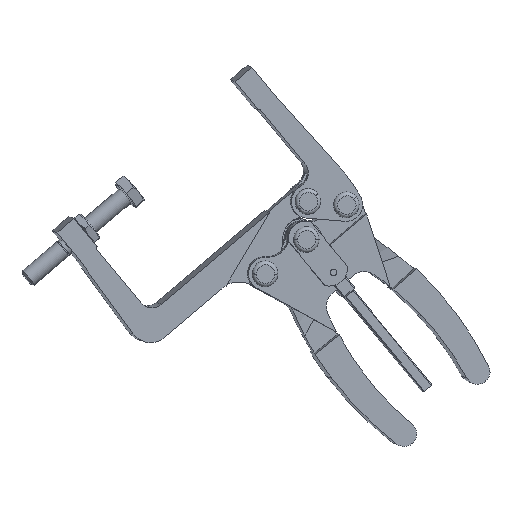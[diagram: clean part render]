
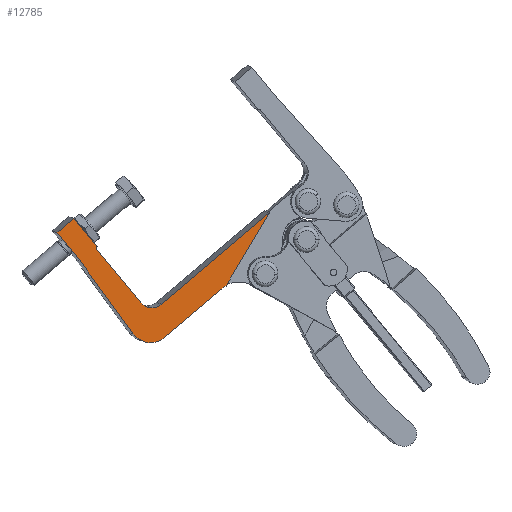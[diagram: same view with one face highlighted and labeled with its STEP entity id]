
A CAD part, top view. The second image highlights one B-rep face of the part: STEP entity #12785.
In plain terms, the highlighted planar face has unit normal (0.164, -0.069, 0.984).
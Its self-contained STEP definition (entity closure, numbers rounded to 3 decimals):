
#11919=CARTESIAN_POINT('',(132.939,79.889,25.308));
#11920=VERTEX_POINT('',#11919);
#11936=CARTESIAN_POINT('',(141.97,82.647,24.));
#11937=VERTEX_POINT('',#11936);
#11944=CARTESIAN_POINT('',(134.422,91.783,25.89));
#11945=DIRECTION('',(-0.164,0.069,-0.984));
#11946=DIRECTION('',(-0.124,-0.991,-0.048));
#11947=AXIS2_PLACEMENT_3D('',#11944,#11945,#11946);
#11948=CIRCLE('',#11947,12.);
#11949=EDGE_CURVE('',#11937,#11920,#11948,.T.);
#11961=CARTESIAN_POINT('',(134.467,98.74,26.367));
#11962=VERTEX_POINT('',#11961);
#11978=CARTESIAN_POINT('',(129.129,101.536,27.448));
#11979=VERTEX_POINT('',#11978);
#11986=CARTESIAN_POINT('',(135.209,106.694,26.797));
#11987=DIRECTION('',(0.164,-0.069,0.984));
#11988=DIRECTION('',(-0.093,-0.994,-0.054));
#11989=AXIS2_PLACEMENT_3D('',#11986,#11987,#11988);
#11990=CIRCLE('',#11989,8.);
#11991=EDGE_CURVE('',#11979,#11962,#11990,.T.);
#12003=CARTESIAN_POINT('',(105.006,131.193,33.521));
#12004=VERTEX_POINT('',#12003);
#12020=CARTESIAN_POINT('',(105.359,131.872,33.51));
#12021=VERTEX_POINT('',#12020);
#12028=CARTESIAN_POINT('',(105.988,131.11,33.352));
#12029=DIRECTION('',(0.164,-0.069,0.984));
#12030=DIRECTION('',(-0.982,0.082,0.169));
#12031=AXIS2_PLACEMENT_3D('',#12028,#12029,#12030);
#12032=CIRCLE('',#12031,1.);
#12033=EDGE_CURVE('',#12021,#12004,#12032,.T.);
#12109=CARTESIAN_POINT('',(92.779,147.098,36.66));
#12110=VERTEX_POINT('',#12109);
#12111=CARTESIAN_POINT('',(92.779,147.098,36.66));
#12112=DIRECTION('',(0.629,-0.761,-0.158));
#12113=VECTOR('',#12112,20.);
#12114=LINE('',#12111,#12113);
#12115=EDGE_CURVE('',#12110,#12021,#12114,.T.);
#12145=CARTESIAN_POINT('',(105.228,130.466,33.434));
#12146=VERTEX_POINT('',#12145);
#12147=CARTESIAN_POINT('',(105.988,131.11,33.352));
#12148=DIRECTION('',(0.164,-0.069,0.984));
#12149=DIRECTION('',(-0.982,0.082,0.169));
#12150=AXIS2_PLACEMENT_3D('',#12147,#12148,#12149);
#12151=CIRCLE('',#12150,1.);
#12152=EDGE_CURVE('',#12004,#12146,#12151,.T.);
#12177=CARTESIAN_POINT('',(105.228,130.466,33.434));
#12178=DIRECTION('',(0.629,-0.761,-0.158));
#12179=VECTOR('',#12178,38.);
#12180=LINE('',#12177,#12179);
#12181=EDGE_CURVE('',#12146,#11979,#12180,.T.);
#12200=CARTESIAN_POINT('',(140.241,100.604,25.537));
#12201=VERTEX_POINT('',#12200);
#12202=CARTESIAN_POINT('',(135.209,106.694,26.797));
#12203=DIRECTION('',(0.164,-0.069,0.984));
#12204=DIRECTION('',(-0.093,-0.994,-0.054));
#12205=AXIS2_PLACEMENT_3D('',#12202,#12203,#12204);
#12206=CIRCLE('',#12205,8.);
#12207=EDGE_CURVE('',#11962,#12201,#12206,.T.);
#12233=CARTESIAN_POINT('',(124.844,84.638,26.983));
#12234=VERTEX_POINT('',#12233);
#12235=CARTESIAN_POINT('',(134.422,91.783,25.89));
#12236=DIRECTION('',(-0.164,0.069,-0.984));
#12237=DIRECTION('',(-0.124,-0.991,-0.048));
#12238=AXIS2_PLACEMENT_3D('',#12235,#12236,#12237);
#12239=CIRCLE('',#12238,12.);
#12240=EDGE_CURVE('',#11920,#12234,#12239,.T.);
#12265=CARTESIAN_POINT('',(96.238,124.134,34.486));
#12266=VERTEX_POINT('',#12265);
#12267=CARTESIAN_POINT('',(124.844,84.638,26.983));
#12268=DIRECTION('',(-0.58,0.8,0.152));
#12269=VECTOR('',#12268,49.341);
#12270=LINE('',#12267,#12269);
#12271=EDGE_CURVE('',#12234,#12266,#12270,.T.);
#12296=CARTESIAN_POINT('',(83.659,139.361,37.637));
#12297=VERTEX_POINT('',#12296);
#12298=CARTESIAN_POINT('',(96.238,124.134,34.486));
#12299=DIRECTION('',(-0.629,0.761,0.158));
#12300=VECTOR('',#12299,20.);
#12301=LINE('',#12298,#12300);
#12302=EDGE_CURVE('',#12266,#12297,#12301,.T.);
#12331=CARTESIAN_POINT('',(83.659,139.361,37.637));
#12332=DIRECTION('',(0.76,0.645,-0.081));
#12333=VECTOR('',#12332,12.);
#12334=LINE('',#12331,#12333);
#12335=EDGE_CURVE('',#12297,#12110,#12334,.T.);
#12361=CARTESIAN_POINT('',(172.908,108.893,20.687));
#12362=VERTEX_POINT('',#12361);
#12369=CARTESIAN_POINT('',(172.908,108.893,20.687));
#12370=DIRECTION('',(-0.76,-0.645,0.081));
#12371=VECTOR('',#12370,40.706);
#12372=LINE('',#12369,#12371);
#12373=EDGE_CURVE('',#12362,#11937,#12372,.T.);
#12617=CARTESIAN_POINT('',(198.961,150.417,19.251));
#12618=VERTEX_POINT('',#12617);
#12625=CARTESIAN_POINT('',(175.256,110.502,20.409));
#12626=VERTEX_POINT('',#12625);
#12627=CARTESIAN_POINT('',(175.256,110.502,20.409));
#12628=DIRECTION('',(0.51,0.86,-0.025));
#12629=VECTOR('',#12628,46.438);
#12630=LINE('',#12627,#12629);
#12631=EDGE_CURVE('',#12626,#12618,#12630,.T.);
#12664=CARTESIAN_POINT('',(140.241,100.604,25.537));
#12665=DIRECTION('',(0.76,0.645,-0.081));
#12666=VECTOR('',#12665,77.259);
#12667=LINE('',#12664,#12666);
#12668=EDGE_CURVE('',#12201,#12618,#12667,.T.);
#12749=CARTESIAN_POINT('',(182.576,96.906,18.246));
#12750=DIRECTION('',(0.164,-0.069,0.984));
#12751=DIRECTION('',(-0.065,0.995,0.08));
#12752=AXIS2_PLACEMENT_3D('',#12749,#12750,#12751);
#12753=CIRCLE('',#12752,15.592);
#12754=EDGE_CURVE('',#12626,#12362,#12753,.T.);
#12763=CARTESIAN_POINT('',(111.78,163.217,34.626));
#12764=DIRECTION('',(-0.164,0.069,-0.984));
#12765=DIRECTION('',(-0.76,-0.645,0.081));
#12766=AXIS2_PLACEMENT_3D('',#12763,#12764,#12765);
#12767=PLANE('',#12766);
#12768=ORIENTED_EDGE('',*,*,#12373,.F.);
#12769=ORIENTED_EDGE('',*,*,#12754,.F.);
#12770=ORIENTED_EDGE('',*,*,#12631,.T.);
#12771=ORIENTED_EDGE('',*,*,#12668,.F.);
#12772=ORIENTED_EDGE('',*,*,#12207,.F.);
#12773=ORIENTED_EDGE('',*,*,#11991,.F.);
#12774=ORIENTED_EDGE('',*,*,#12181,.F.);
#12775=ORIENTED_EDGE('',*,*,#12152,.F.);
#12776=ORIENTED_EDGE('',*,*,#12033,.F.);
#12777=ORIENTED_EDGE('',*,*,#12115,.F.);
#12778=ORIENTED_EDGE('',*,*,#12335,.F.);
#12779=ORIENTED_EDGE('',*,*,#12302,.F.);
#12780=ORIENTED_EDGE('',*,*,#12271,.F.);
#12781=ORIENTED_EDGE('',*,*,#12240,.F.);
#12782=ORIENTED_EDGE('',*,*,#11949,.F.);
#12783=EDGE_LOOP('',(#12768,#12769,#12770,#12771,#12772,#12773,#12774,#12775,#12776,#12777,#12778,#12779,#12780,#12781,#12782));
#12784=FACE_OUTER_BOUND('',#12783,.T.);
#12785=ADVANCED_FACE('',(#12784),#12767,.F.);
